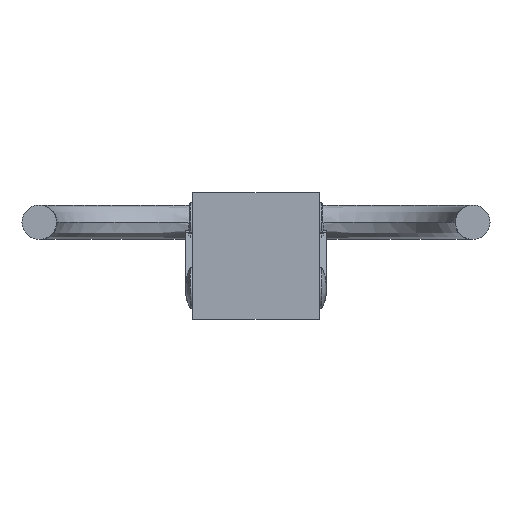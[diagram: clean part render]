
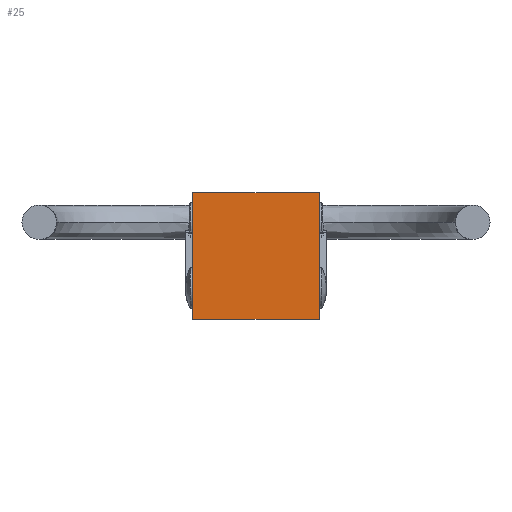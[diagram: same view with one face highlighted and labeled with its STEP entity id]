
A CAD part, front view. The second image highlights one B-rep face of the part: STEP entity #25.
In plain terms, the highlighted planar face has unit normal (0, -1, 0).
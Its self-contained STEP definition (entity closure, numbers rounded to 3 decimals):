
#25 = ADVANCED_FACE ( 'NONE', ( #2769 ), #3890, .F. ) ;
#141 = EDGE_CURVE ( 'NONE', #2955, #2957, #4545, .T. ) ;
#142 = EDGE_CURVE ( 'NONE', #2957, #2939, #4541, .T. ) ;
#145 = EDGE_CURVE ( 'NONE', #2939, #2945, #4547, .T. ) ;
#147 = EDGE_CURVE ( 'NONE', #2945, #2955, #4557, .T. ) ;
#539 = ORIENTED_EDGE ( 'NONE', *, *, #142, .T. ) ;
#601 = ORIENTED_EDGE ( 'NONE', *, *, #147, .T. ) ;
#603 = ORIENTED_EDGE ( 'NONE', *, *, #145, .T. ) ;
#604 = ORIENTED_EDGE ( 'NONE', *, *, #141, .T. ) ;
#665 = EDGE_LOOP ( 'NONE', ( #604, #539, #603, #601 ) ) ;
#2260 = CARTESIAN_POINT ( 'NONE',  ( -1.25, -0.38, 1.25 ) ) ;
#2264 = CARTESIAN_POINT ( 'NONE',  ( 1.25, -0.38, -1.25 ) ) ;
#2273 = CARTESIAN_POINT ( 'NONE',  ( -1.25, -0.38, -1.25 ) ) ;
#2282 = CARTESIAN_POINT ( 'NONE',  ( 1.25, -0.38, 1.25 ) ) ;
#2769 = FACE_OUTER_BOUND ( 'NONE', #665, .T. ) ;
#2939 = VERTEX_POINT ( 'NONE', #2260 ) ;
#2945 = VERTEX_POINT ( 'NONE', #2273 ) ;
#2955 = VERTEX_POINT ( 'NONE', #2264 ) ;
#2957 = VERTEX_POINT ( 'NONE', #2282 ) ;
#3890 = PLANE ( 'NONE',  #4058 ) ;
#3909 = CARTESIAN_POINT ( 'NONE',  ( 0., -0.38, 0. ) ) ;
#3910 = DIRECTION ( 'NONE',  ( 0., 1., 0. ) ) ;
#3911 = DIRECTION ( 'NONE',  ( 0., 0., 1. ) ) ;
#4058 = AXIS2_PLACEMENT_3D ( 'NONE', #3909, #3910, #3911 ) ;
#4541 = LINE ( 'NONE', #4777, #4550 ) ;
#4545 = LINE ( 'NONE', #4783, #4548 ) ;
#4547 = LINE ( 'NONE', #4779, #4556 ) ;
#4548 = VECTOR ( 'NONE', #4784, 1000. ) ;
#4550 = VECTOR ( 'NONE', #4785, 1000. ) ;
#4556 = VECTOR ( 'NONE', #4790, 1000. ) ;
#4557 = LINE ( 'NONE', #4793, #4560 ) ;
#4560 = VECTOR ( 'NONE', #4794, 1000. ) ;
#4777 = CARTESIAN_POINT ( 'NONE',  ( 1.25, -0.38, 1.25 ) ) ;
#4779 = CARTESIAN_POINT ( 'NONE',  ( -1.25, -0.38, 1.25 ) ) ;
#4783 = CARTESIAN_POINT ( 'NONE',  ( 1.25, -0.38, 1.25 ) ) ;
#4784 = DIRECTION ( 'NONE',  ( 0., 0., 1. ) ) ;
#4785 = DIRECTION ( 'NONE',  ( -1., 0., 0. ) ) ;
#4790 = DIRECTION ( 'NONE',  ( 0., 0., -1. ) ) ;
#4793 = CARTESIAN_POINT ( 'NONE',  ( 1.25, -0.38, -1.25 ) ) ;
#4794 = DIRECTION ( 'NONE',  ( 1., 0., 0. ) ) ;
